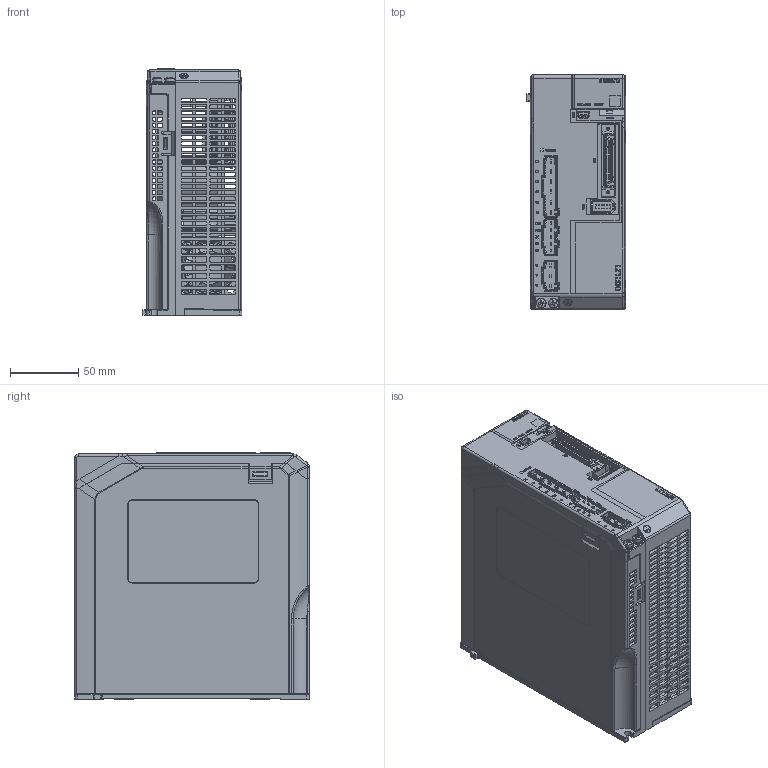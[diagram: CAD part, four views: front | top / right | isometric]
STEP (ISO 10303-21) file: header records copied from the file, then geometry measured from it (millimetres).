
FILE_DESCRIPTION (( 'STEP AP203' ), '1' );
FILE_NAME ('ED3L-20AMA（安装外形图）.STEP', '2021-09-13T07:12:47', ( '' ), ( '' ), 'SwSTEP 2.0', 'SolidWorks 2018', '' );
FILE_SCHEMA (( 'CONFIG_CONTROL_DESIGN' ));
Length unit declared in the file: millimetre
Products named in the file (1): ED3L-20AMA（安装外形图）
Bounding box: 73 x 172.2 x 181 mm (x, y, z)
Surface area: 291813.7 mm2 (no closed solid volume)
Topology: 0 solids, 193 shells, 3594 faces, 15162 edges, 11465 vertices
Faces by surface type: plane 2013, cylinder 703, cone 549, bspline 233, sphere 56, torus 40
Entity records: 171352 total; most frequent: CARTESIAN_POINT 53850, ORIENTED_EDGE 22780, DIRECTION 22057, EDGE_CURVE 15145, VERTEX_POINT 11463, VECTOR 10381, LINE 10381, AXIS2_PLACEMENT_3D 5838
